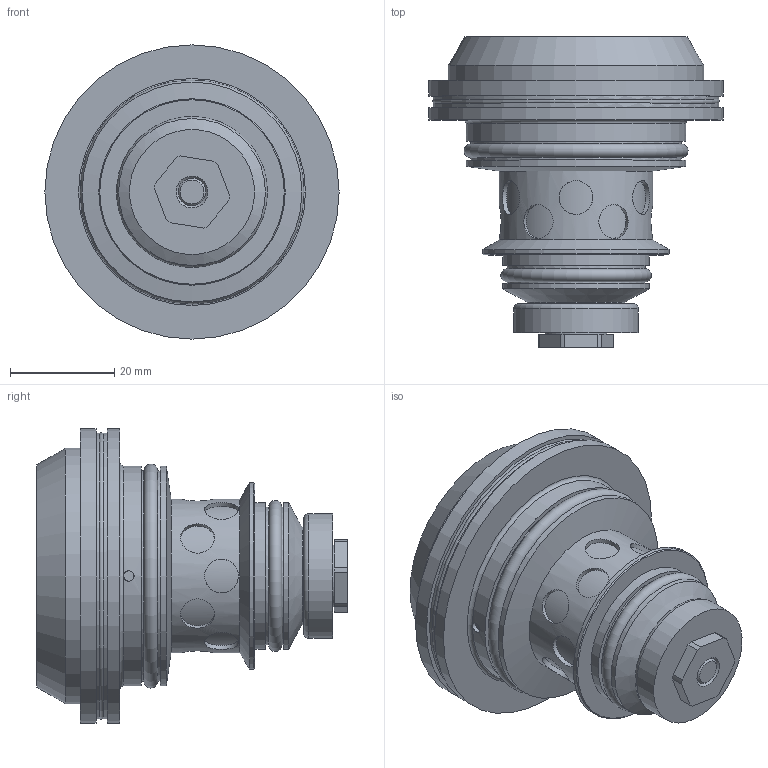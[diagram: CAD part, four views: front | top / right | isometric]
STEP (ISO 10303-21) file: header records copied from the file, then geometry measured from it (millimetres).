
FILE_DESCRIPTION(/* description */ (''),/* implementation_level */ '2;1');
FILE_NAME(/* name */ '161039.stp',/* time_stamp */ '2022-07-11T14:13:36+02:00',/* author */ ('junkers'),/* organization */ (''),/* preprocessor_version */ 'ST-DEVELOPER v19',/* originating_system */ 'Autodesk Inventor 2023',/* authorisation */ '');
FILE_SCHEMA (('AUTOMOTIVE_DESIGN { 1 0 10303 214 3 1 1 }'));
Length unit declared in the file: millimetre
Products named in the file (1): 161039-step
Bounding box: 56.5 x 59.65 x 56.5 mm (x, y, z)
Volume: 63460 mm3; surface area: 13492.7 mm2
Topology: 1 solids, 1 shells, 97 faces, 218 edges, 150 vertices
Faces by surface type: cylinder 56, plane 24, cone 12, torus 5
Full cylindrical faces by diameter (mm): 2 x2, 3.5 x2, 6.5 x12, 12 x1, 18.691 x1, 21 x1, 24 x1, 26.5 x2, 28.2 x2, 29.5 x1, 35.8 x1, 36 x1, 40.39 x2, 42.2 x2, 49 x1, 54.81 x2, 56.5 x2
Entity records: 3615 total; most frequent: CARTESIAN_POINT 1418, DIRECTION 437, ORIENTED_EDGE 430, EDGE_CURVE 215, AXIS2_PLACEMENT_3D 182, VERTEX_POINT 150, EDGE_LOOP 127, FACE_OUTER_BOUND 97
